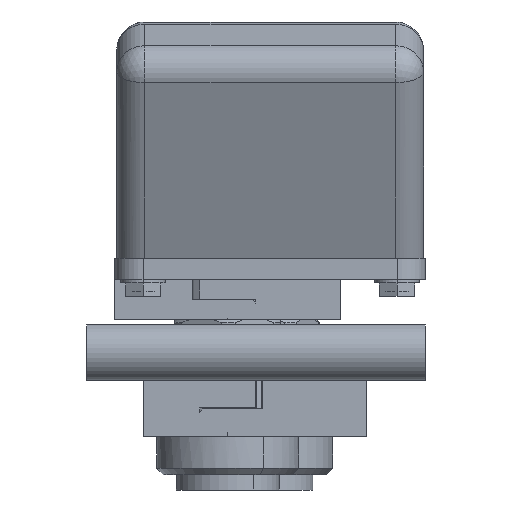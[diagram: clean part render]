
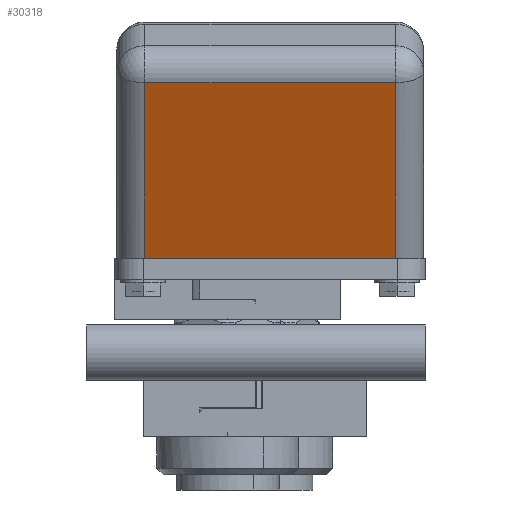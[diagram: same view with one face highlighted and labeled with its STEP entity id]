
A CAD part, left-side view. The second image highlights one B-rep face of the part: STEP entity #30318.
In plain terms, the highlighted planar face has unit normal (-0.924, 0, -0.383).
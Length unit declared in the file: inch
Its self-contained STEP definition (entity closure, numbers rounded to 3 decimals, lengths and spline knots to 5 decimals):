
#1431=DIRECTION('',(0.,-1.,0.));
#1432=VECTOR('',#1431,2.22);
#1433=CARTESIAN_POINT('',(-3.72939,2.485,1.0816));
#1434=LINE('',#1433,#1432);
#11425=DIRECTION('',(0.383,0.,-0.924));
#11426=VECTOR('',#11425,1.68579);
#11427=CARTESIAN_POINT('',(-4.37451,0.265,2.63906));
#11428=LINE('',#11427,#11426);
#11437=DIRECTION('',(0.383,0.,-0.924));
#11438=VECTOR('',#11437,1.68579);
#11439=CARTESIAN_POINT('',(-4.37451,2.485,2.63906));
#11440=LINE('',#11439,#11438);
#11481=DIRECTION('',(0.,-1.,0.));
#11482=VECTOR('',#11481,2.22);
#11483=CARTESIAN_POINT('',(-4.37451,2.485,2.63906));
#11484=LINE('',#11483,#11482);
#15119=CARTESIAN_POINT('',(-4.37451,2.485,2.63906));
#15120=CARTESIAN_POINT('',(-4.37451,0.265,2.63906));
#15121=VERTEX_POINT('',#15119);
#15122=VERTEX_POINT('',#15120);
#15147=CARTESIAN_POINT('',(-3.72939,2.485,1.0816));
#15148=CARTESIAN_POINT('',(-3.72939,0.265,1.0816));
#15149=VERTEX_POINT('',#15147);
#15150=VERTEX_POINT('',#15148);
#30305=CARTESIAN_POINT('',(-3.57088,2.735,0.69892));
#30306=DIRECTION('',(-0.924,0.,-0.383));
#30307=DIRECTION('',(0.,-1.,0.));
#30308=AXIS2_PLACEMENT_3D('',#30305,#30306,#30307);
#30309=PLANE('',#30308);
#30310=ORIENTED_EDGE('',*,*,#18956,.F.);
#30312=ORIENTED_EDGE('',*,*,#30311,.F.);
#30314=ORIENTED_EDGE('',*,*,#30313,.T.);
#30315=ORIENTED_EDGE('',*,*,#30297,.T.);
#30316=EDGE_LOOP('',(#30310,#30312,#30314,#30315));
#30317=FACE_OUTER_BOUND('',#30316,.F.);
#30318=ADVANCED_FACE('',(#30317),#30309,.T.);
#18956=EDGE_CURVE('',#15149,#15150,#1434,.T.);
#30297=EDGE_CURVE('',#15122,#15150,#11428,.T.);
#30311=EDGE_CURVE('',#15121,#15149,#11440,.T.);
#30313=EDGE_CURVE('',#15121,#15122,#11484,.T.);
